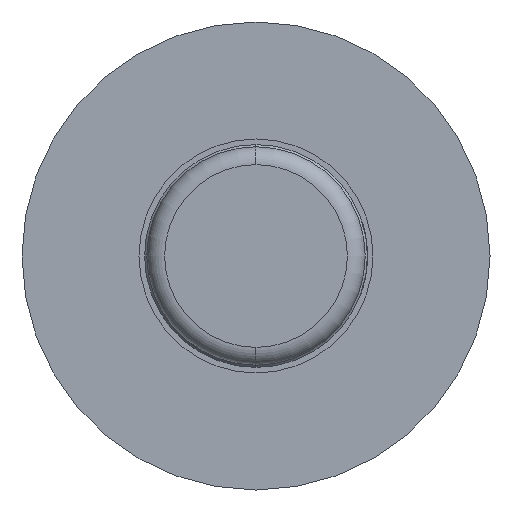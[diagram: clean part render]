
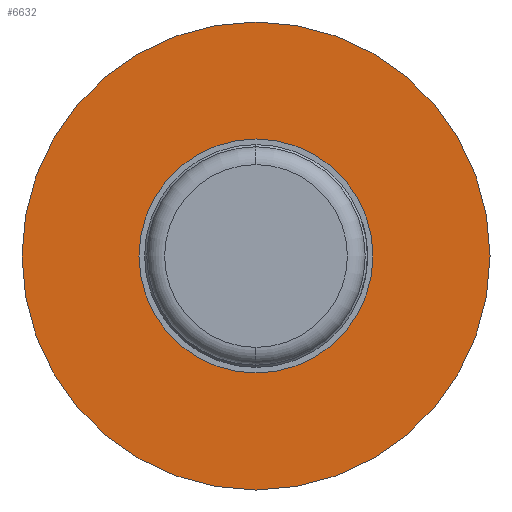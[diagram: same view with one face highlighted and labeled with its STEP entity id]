
A CAD part, left-side view. The second image highlights one B-rep face of the part: STEP entity #6632.
In plain terms, the highlighted planar face has unit normal (-1, 0, 0).
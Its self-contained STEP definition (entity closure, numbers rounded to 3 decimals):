
#588=PLANE('',#7477);
#2459=VERTEX_POINT('',#11912);
#2461=VERTEX_POINT('',#11915);
#2464=VERTEX_POINT('',#11922);
#2466=VERTEX_POINT('',#11926);
#2593=CIRCLE('',#7410,10.5);
#2596=CIRCLE('',#7414,5.25);
#2626=CIRCLE('',#7473,5.25);
#2628=CIRCLE('',#7476,10.5);
#3526=EDGE_CURVE('',#2461,#2459,#2593,.T.);
#3532=EDGE_CURVE('',#2464,#2466,#2596,.T.);
#3606=EDGE_CURVE('',#2466,#2464,#2626,.T.);
#3608=EDGE_CURVE('',#2459,#2461,#2628,.T.);
#5551=ORIENTED_EDGE('',*,*,#3532,.T.);
#5552=ORIENTED_EDGE('',*,*,#3606,.T.);
#5553=ORIENTED_EDGE('',*,*,#3608,.T.);
#5554=ORIENTED_EDGE('',*,*,#3526,.T.);
#5923=EDGE_LOOP('',(#5551,#5552));
#5924=EDGE_LOOP('',(#5553,#5554));
#6281=FACE_BOUND('',#5923,.T.);
#6282=FACE_BOUND('',#5924,.T.);
#6632=ADVANCED_FACE('',(#6281,#6282),#588,.T.);
#7410=AXIS2_PLACEMENT_3D('',#11914,#9138,#9139);
#7414=AXIS2_PLACEMENT_3D('',#11927,#9149,#9150);
#7473=AXIS2_PLACEMENT_3D('',#12124,#9279,#9280);
#7476=AXIS2_PLACEMENT_3D('',#12127,#9285,#9286);
#7477=AXIS2_PLACEMENT_3D('',#12128,#9287,$);
#9138=DIRECTION('',(-1.,0.,0.));
#9139=DIRECTION('',(0.,0.,-10.5));
#9149=DIRECTION('',(1.,0.,0.));
#9150=DIRECTION('',(0.,0.,-5.25));
#9279=DIRECTION('',(1.,0.,0.));
#9280=DIRECTION('',(0.,0.,-5.25));
#9285=DIRECTION('',(-1.,0.,0.));
#9286=DIRECTION('',(0.,0.,-10.5));
#9287=DIRECTION('',(-1.,0.,0.));
#11912=CARTESIAN_POINT('',(0.,0.,-10.5));
#11914=CARTESIAN_POINT('',(0.,0.,0.));
#11915=CARTESIAN_POINT('',(0.,0.,10.5));
#11922=CARTESIAN_POINT('',(0.,0.,-5.25));
#11926=CARTESIAN_POINT('',(0.,0.,5.25));
#11927=CARTESIAN_POINT('',(0.,0.,0.));
#12124=CARTESIAN_POINT('',(0.,0.,0.));
#12127=CARTESIAN_POINT('',(0.,0.,0.));
#12128=CARTESIAN_POINT('',(0.,0.,0.));
